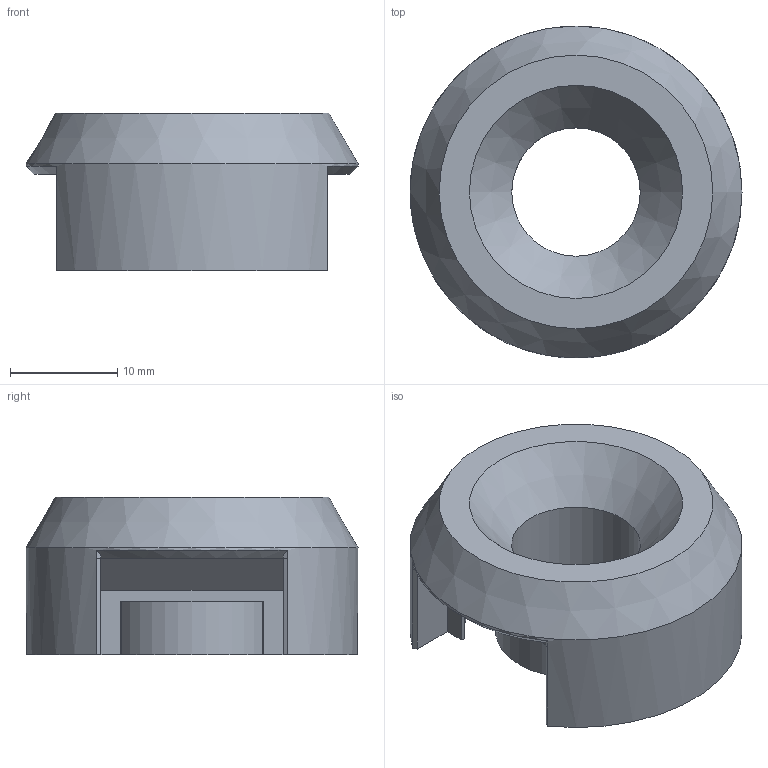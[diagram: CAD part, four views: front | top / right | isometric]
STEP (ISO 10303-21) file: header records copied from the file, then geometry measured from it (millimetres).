
FILE_DESCRIPTION(('FreeCAD Model'),'2;1');
FILE_NAME('Open CASCADE Shape Model','2023-08-13T23:30:05',('Author'),( ''),'Open CASCADE STEP processor 7.5','FreeCAD','Unknown');
FILE_SCHEMA(('AUTOMOTIVE_DESIGN { 1 0 10303 214 1 1 1 1 }'));
Length unit declared in the file: millimetre
Products named in the file (1): Body
Bounding box: 31 x 31 x 14.71 mm (x, y, z)
Volume: 5987.9 mm3; surface area: 3312.5 mm2
Topology: 1 solids, 1 shells, 37 faces, 107 edges, 73 vertices
Faces by surface type: plane 27, cone 5, cylinder 5
Full cylindrical faces by diameter (mm): 12 x1, 15 x1, 31 x1
Entity records: 2693 total; most frequent: CARTESIAN_POINT 520, DIRECTION 404, LINE 252, VECTOR 252, ORIENTED_EDGE 214, PCURVE 214, DEFINITIONAL_REPRESENTATION 214, EDGE_CURVE 107
